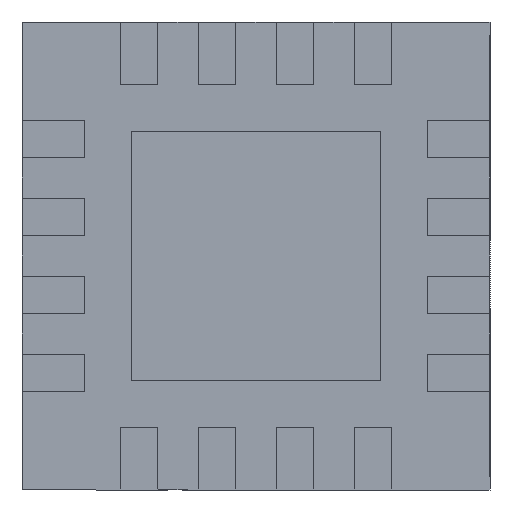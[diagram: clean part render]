
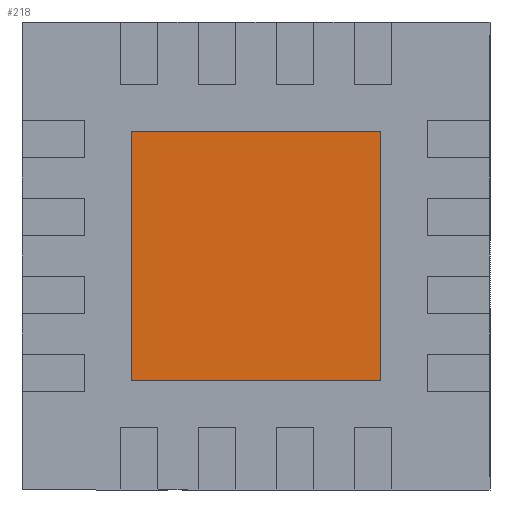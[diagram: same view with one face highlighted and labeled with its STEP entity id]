
A CAD part, front view. The second image highlights one B-rep face of the part: STEP entity #218.
In plain terms, the highlighted planar face has unit normal (0, -1, 0).
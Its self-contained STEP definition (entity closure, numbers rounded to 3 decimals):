
#218 = ADVANCED_FACE ( 'NONE', ( #5125 ), #3388, .T. ) ;
#513 = VERTEX_POINT ( 'NONE', #3578 ) ;
#579 = EDGE_CURVE ( 'NONE', #4659, #513, #3634, .T. ) ;
#798 = LINE ( 'NONE', #1705, #2242 ) ;
#898 = ORIENTED_EDGE ( 'NONE', *, *, #3636, .T. ) ;
#910 = VECTOR ( 'NONE', #2271, 1000. ) ;
#934 = CARTESIAN_POINT ( 'NONE',  ( 0.8, 0., -0.8 ) ) ;
#1240 = VECTOR ( 'NONE', #4163, 1000. ) ;
#1388 = CARTESIAN_POINT ( 'NONE',  ( 0., 0., 0. ) ) ;
#1495 = EDGE_CURVE ( 'NONE', #2099, #4659, #4455, .T. ) ;
#1587 = ORIENTED_EDGE ( 'NONE', *, *, #579, .T. ) ;
#1705 = CARTESIAN_POINT ( 'NONE',  ( -0.8, 0., -0.8 ) ) ;
#1956 = ORIENTED_EDGE ( 'NONE', *, *, #2002, .T. ) ;
#2002 = EDGE_CURVE ( 'NONE', #2715, #2099, #2472, .T. ) ;
#2099 = VERTEX_POINT ( 'NONE', #3503 ) ;
#2157 = DIRECTION ( 'NONE',  ( 0., 0., -1. ) ) ;
#2242 = VECTOR ( 'NONE', #2157, 1000. ) ;
#2271 = DIRECTION ( 'NONE',  ( 1., 0., 0. ) ) ;
#2472 = LINE ( 'NONE', #5033, #910 ) ;
#2715 = VERTEX_POINT ( 'NONE', #4050 ) ;
#2799 = AXIS2_PLACEMENT_3D ( 'NONE', #1388, #3409, #4175 ) ;
#3184 = CARTESIAN_POINT ( 'NONE',  ( 0.8, 0., 0.8 ) ) ;
#3388 = PLANE ( 'NONE',  #2799 ) ;
#3409 = DIRECTION ( 'NONE',  ( 0., -1., 0. ) ) ;
#3503 = CARTESIAN_POINT ( 'NONE',  ( 0.8, 0., -0.8 ) ) ;
#3578 = CARTESIAN_POINT ( 'NONE',  ( -0.8, 0., 0.8 ) ) ;
#3634 = LINE ( 'NONE', #4911, #5183 ) ;
#3636 = EDGE_CURVE ( 'NONE', #513, #2715, #798, .T. ) ;
#3952 = ORIENTED_EDGE ( 'NONE', *, *, #1495, .T. ) ;
#4050 = CARTESIAN_POINT ( 'NONE',  ( -0.8, 0., -0.8 ) ) ;
#4163 = DIRECTION ( 'NONE',  ( 0., 0., 1. ) ) ;
#4175 = DIRECTION ( 'NONE',  ( 0., 0., -1. ) ) ;
#4455 = LINE ( 'NONE', #934, #1240 ) ;
#4504 = DIRECTION ( 'NONE',  ( -1., 0., 0. ) ) ;
#4659 = VERTEX_POINT ( 'NONE', #3184 ) ;
#4695 = EDGE_LOOP ( 'NONE', ( #898, #1956, #3952, #1587 ) ) ;
#4911 = CARTESIAN_POINT ( 'NONE',  ( 0.8, 0., 0.8 ) ) ;
#5033 = CARTESIAN_POINT ( 'NONE',  ( 0.8, 0., -0.8 ) ) ;
#5125 = FACE_OUTER_BOUND ( 'NONE', #4695, .T. ) ;
#5183 = VECTOR ( 'NONE', #4504, 1000. ) ;
